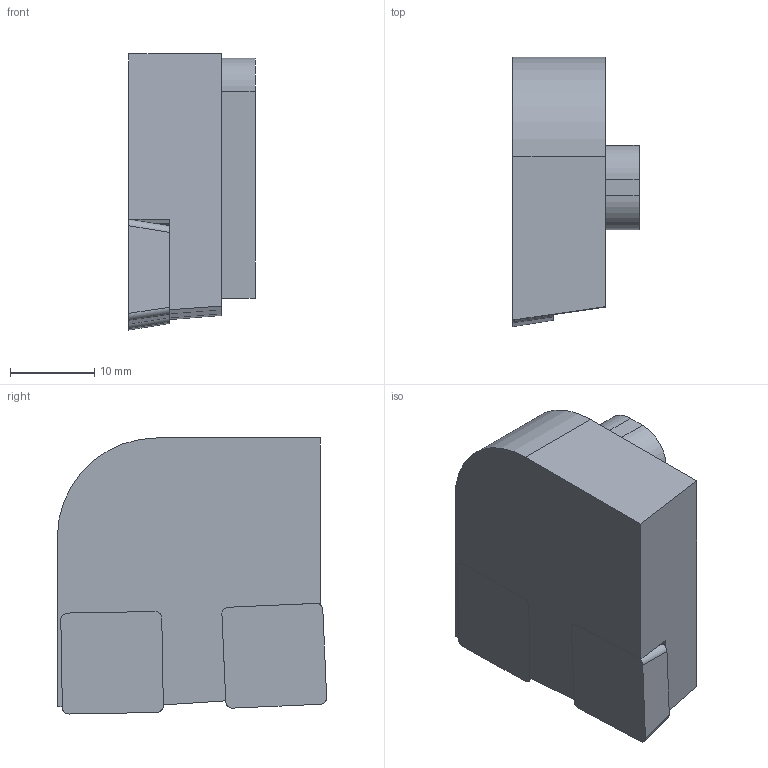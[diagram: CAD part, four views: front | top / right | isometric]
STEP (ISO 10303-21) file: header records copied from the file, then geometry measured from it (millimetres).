
FILE_DESCRIPTION((''),'2;1');
FILE_NAME('1087838100','2020-12-15T08:03:31',('thiemer'),(''),'CREO PARAMETRIC BY PTC INC, 2020053','CREO PARAMETRIC BY PTC INC, 2020053','');
FILE_SCHEMA(('AP242_MANAGED_MODEL_BASED_3D_ENGINEERING_MIM_LF { 1 0 10303 442 1 1 4 }'));
Length unit declared in the file: millimetre
Products named in the file (1): 1087838100
Bounding box: 15 x 32 x 32.8 mm (x, y, z)
Volume: 11178.2 mm3; surface area: 4439.5 mm2
Topology: 3 solids, 3 shells, 52 faces, 161 edges, 116 vertices
Faces by surface type: plane 32, cylinder 14, cone 3, sphere 3
Entity records: 2607 total; most frequent: CARTESIAN_POINT 366, DIRECTION 293, ORIENTED_EDGE 254, PRESENTATION_STYLE_ASSIGNMENT 171, STYLED_ITEM 171, CURVE_STYLE 168, EDGE_CURVE 127, VECTOR 119
